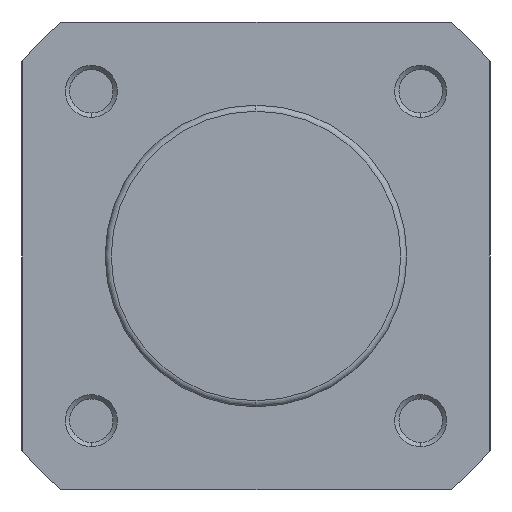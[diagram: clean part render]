
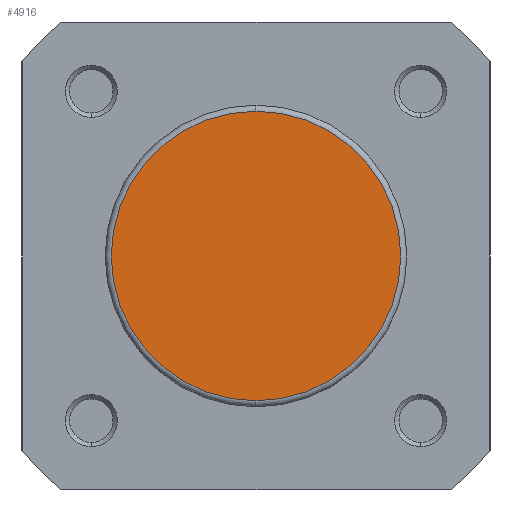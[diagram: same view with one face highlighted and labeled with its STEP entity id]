
A CAD part, left-side view. The second image highlights one B-rep face of the part: STEP entity #4916.
In plain terms, the highlighted planar face has unit normal (-1, 0, 0).
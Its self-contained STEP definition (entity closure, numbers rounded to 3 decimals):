
#2 = EDGE_CURVE ( 'NONE', #2153, #2031, #5399, .T. ) ;
#20 = AXIS2_PLACEMENT_3D ( 'NONE', #2278, #2279, #2280 ) ;
#181 = CARTESIAN_POINT ( 'NONE',  ( 0., 0., 0. ) ) ;
#188 = DIRECTION ( 'NONE',  ( -1., 0., 0. ) ) ;
#189 = DIRECTION ( 'NONE',  ( 0., 0., 1. ) ) ;
#539 = CARTESIAN_POINT ( 'NONE',  ( 0., -17.4, 0. ) ) ;
#540 = PLANE ( 'NONE',  #3794 ) ;
#542 = DIRECTION ( 'NONE',  ( -1., 0., 0. ) ) ;
#543 = DIRECTION ( 'NONE',  ( 0., 0., 1. ) ) ;
#1966 = ORIENTED_EDGE ( 'NONE', *, *, #2, .T. ) ;
#1967 = ORIENTED_EDGE ( 'NONE', *, *, #3498, .T. ) ;
#2031 = VERTEX_POINT ( 'NONE', #2597 ) ;
#2153 = VERTEX_POINT ( 'NONE', #2719 ) ;
#2278 = CARTESIAN_POINT ( 'NONE',  ( 0., 0., 0. ) ) ;
#2279 = DIRECTION ( 'NONE',  ( -1., 0., 0. ) ) ;
#2280 = DIRECTION ( 'NONE',  ( 0., 0., 1. ) ) ;
#2597 = CARTESIAN_POINT ( 'NONE',  ( 0., 0., 16.7 ) ) ;
#2719 = CARTESIAN_POINT ( 'NONE',  ( 0., 0., -16.7 ) ) ;
#3498 = EDGE_CURVE ( 'NONE', #2031, #2153, #4228, .T. ) ;
#3695 = AXIS2_PLACEMENT_3D ( 'NONE', #181, #188, #189 ) ;
#3794 = AXIS2_PLACEMENT_3D ( 'NONE', #539, #542, #543 ) ;
#4228 = CIRCLE ( 'NONE', #3695, 16.7 ) ;
#4418 = FACE_OUTER_BOUND ( 'NONE', #5475, .T. ) ;
#4916 = ADVANCED_FACE ( 'NONE', ( #4418 ), #540, .T. ) ;
#5399 = CIRCLE ( 'NONE', #20, 16.7 ) ;
#5475 = EDGE_LOOP ( 'NONE', ( #1967, #1966 ) ) ;
